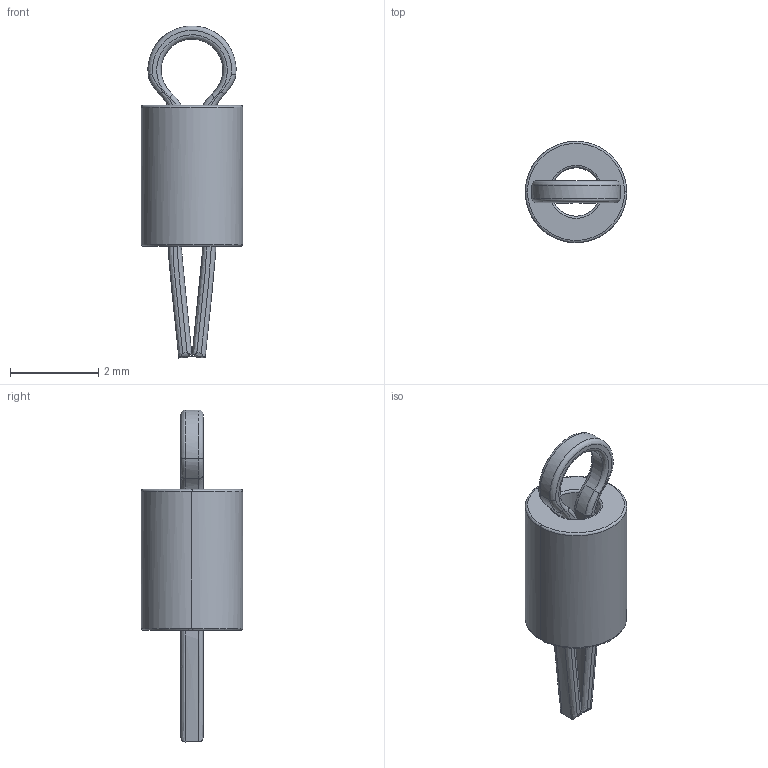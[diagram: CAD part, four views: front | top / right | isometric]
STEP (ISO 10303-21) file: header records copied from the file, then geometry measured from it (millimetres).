
FILE_DESCRIPTION(/* description */ (''),/* implementation_level */ '2;1');
FILE_NAME(/* name */ 'TE0A24~1',/* time_stamp */ '2013-06-15T09:26:27+02:00',/* author */ (''),/* organization */ (''),/* preprocessor_version */ 'ST-DEVELOPER v14',/* originating_system */ '',/* authorisation */ '');
FILE_SCHEMA (('AUTOMOTIVE_DESIGN'));
Length unit declared in the file: millimetre
Products named in the file (1): Document
Bounding box: 2.3 x 2.3 x 7.53 mm (x, y, z)
Volume: 10.3 mm3; surface area: 63.1 mm2
Topology: 1 solids, 2 shells, 64 faces, 150 edges, 80 vertices
Faces by surface type: bspline 60, plane 4
Entity records: 7413 total; most frequent: CARTESIAN_POINT 5531, B_SPLINE_CURVE_WITH_KNOTS 388, ORIENTED_EDGE 282, PCURVE 282, DEFINITIONAL_REPRESENTATION 282, SURFACE_CURVE 150, EDGE_CURVE 150, VERTEX_POINT 80
